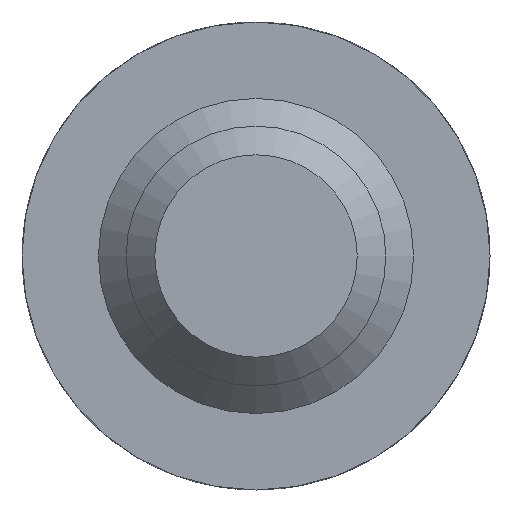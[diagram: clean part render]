
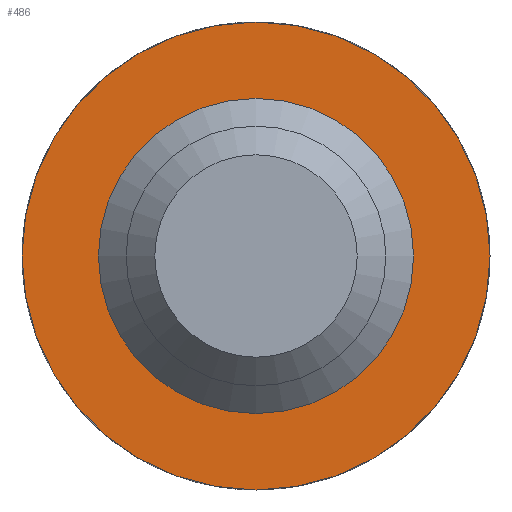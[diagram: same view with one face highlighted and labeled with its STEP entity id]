
A CAD part, front view. The second image highlights one B-rep face of the part: STEP entity #486.
In plain terms, the highlighted planar face has unit normal (0, -1, 0).
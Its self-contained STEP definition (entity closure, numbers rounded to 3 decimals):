
#465=FACE_BOUND('',#744,.T.);
#466=FACE_BOUND('',#745,.T.);
#486=ADVANCED_FACE('',(#465,#466),#578,.F.);
#578=PLANE('',#1919);
#744=EDGE_LOOP('',(#860));
#745=EDGE_LOOP('',(#861));
#860=ORIENTED_EDGE('',*,*,#1566,.F.);
#861=ORIENTED_EDGE('',*,*,#1565,.F.);
#1382=VERTEX_POINT('',#2530);
#1383=VERTEX_POINT('',#2533);
#1565=EDGE_CURVE('',#1382,#1382,#1838,.T.);
#1566=EDGE_CURVE('',#1383,#1383,#1839,.T.);
#1838=CIRCLE('',#1914,1.65);
#1839=CIRCLE('',#1916,2.45);
#1914=AXIS2_PLACEMENT_3D('',#2529,#2088,#2089);
#1916=AXIS2_PLACEMENT_3D('',#2532,#2092,#2093);
#1919=AXIS2_PLACEMENT_3D('',#2537,#2098,#2099);
#2088=DIRECTION('',(0.,-1.,0.));
#2089=DIRECTION('',(1.,0.,0.));
#2092=DIRECTION('',(0.,1.,0.));
#2093=DIRECTION('',(0.,0.,1.));
#2098=DIRECTION('',(0.,1.,0.));
#2099=DIRECTION('',(0.,0.,1.));
#2529=CARTESIAN_POINT('',(0.,19.6,0.));
#2530=CARTESIAN_POINT('',(1.65,19.6,0.));
#2532=CARTESIAN_POINT('',(0.,19.6,0.));
#2533=CARTESIAN_POINT('',(0.,19.6,2.45));
#2537=CARTESIAN_POINT('',(1.2,19.6,0.));
